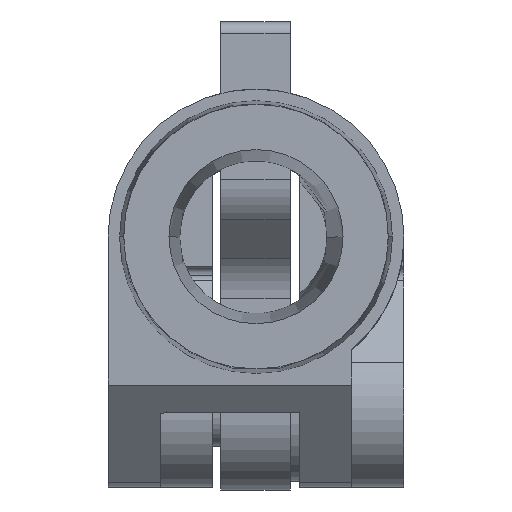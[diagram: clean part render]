
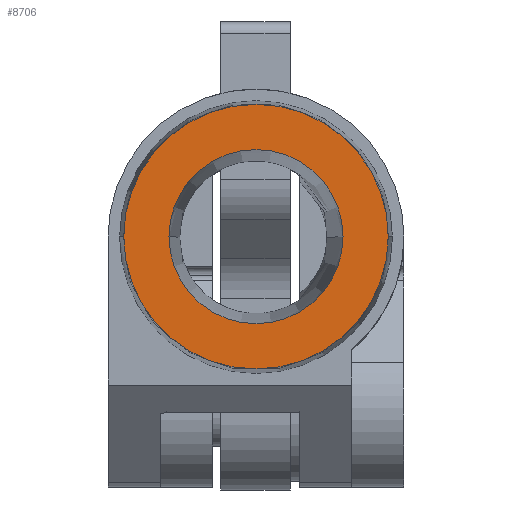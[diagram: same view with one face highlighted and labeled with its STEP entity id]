
A CAD part, top view. The second image highlights one B-rep face of the part: STEP entity #8706.
In plain terms, the highlighted face is planar.
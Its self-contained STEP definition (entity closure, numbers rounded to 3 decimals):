
#79 = EDGE_CURVE ( 'NONE', #2628, #8216, #2182, .T. ) ;
#116 = CARTESIAN_POINT ( 'NONE',  ( 0., 0., -45. ) ) ;
#457 = CARTESIAN_POINT ( 'NONE',  ( 0., 0., -45. ) ) ;
#617 = AXIS2_PLACEMENT_3D ( 'NONE', #116, #9149, #10021 ) ;
#788 = CIRCLE ( 'NONE', #7901, 22.802 ) ;
#1031 = FACE_BOUND ( 'NONE', #2663, .T. ) ;
#1351 = CARTESIAN_POINT ( 'NONE',  ( 15., 0., -45. ) ) ;
#1521 = EDGE_CURVE ( 'NONE', #5257, #9267, #788, .T. ) ;
#1578 = ORIENTED_EDGE ( 'NONE', *, *, #10369, .T. ) ;
#2182 = CIRCLE ( 'NONE', #10413, 15. ) ;
#2546 = ORIENTED_EDGE ( 'NONE', *, *, #79, .F. ) ;
#2611 = DIRECTION ( 'NONE',  ( -1., 0., 0. ) ) ;
#2628 = VERTEX_POINT ( 'NONE', #1351 ) ;
#2663 = EDGE_LOOP ( 'NONE', ( #6165, #2546 ) ) ;
#3100 = DIRECTION ( 'NONE',  ( 0., 0., -1. ) ) ;
#3111 = CARTESIAN_POINT ( 'NONE',  ( -22.802, 0., -45. ) ) ;
#3403 = CIRCLE ( 'NONE', #4843, 22.802 ) ;
#3557 = EDGE_CURVE ( 'NONE', #8216, #2628, #4020, .T. ) ;
#3640 = DIRECTION ( 'NONE',  ( -1., 0., 0. ) ) ;
#4020 = CIRCLE ( 'NONE', #10726, 15. ) ;
#4601 = CARTESIAN_POINT ( 'NONE',  ( 0., 0., -45. ) ) ;
#4621 = ORIENTED_EDGE ( 'NONE', *, *, #1521, .T. ) ;
#4843 = AXIS2_PLACEMENT_3D ( 'NONE', #4601, #9079, #3640 ) ;
#5108 = CARTESIAN_POINT ( 'NONE',  ( 22.802, 0., -45. ) ) ;
#5255 = EDGE_LOOP ( 'NONE', ( #4621, #1578 ) ) ;
#5257 = VERTEX_POINT ( 'NONE', #5108 ) ;
#5871 = DIRECTION ( 'NONE',  ( -1., 0., 0. ) ) ;
#6165 = ORIENTED_EDGE ( 'NONE', *, *, #3557, .F. ) ;
#6286 = CARTESIAN_POINT ( 'NONE',  ( 0., 0., -45. ) ) ;
#7159 = DIRECTION ( 'NONE',  ( 0., 0., -1. ) ) ;
#7238 = FACE_OUTER_BOUND ( 'NONE', #5255, .T. ) ;
#7501 = CARTESIAN_POINT ( 'NONE',  ( -15., 0., -45. ) ) ;
#7901 = AXIS2_PLACEMENT_3D ( 'NONE', #457, #3100, #5871 ) ;
#8076 = DIRECTION ( 'NONE',  ( -1., 0., 0. ) ) ;
#8216 = VERTEX_POINT ( 'NONE', #7501 ) ;
#8706 = ADVANCED_FACE ( 'NONE', ( #1031, #7238 ), #9059, .F. ) ;
#9059 = PLANE ( 'NONE',  #617 ) ;
#9075 = DIRECTION ( 'NONE',  ( 0., 0., -1. ) ) ;
#9079 = DIRECTION ( 'NONE',  ( 0., 0., -1. ) ) ;
#9149 = DIRECTION ( 'NONE',  ( 0., 0., 1. ) ) ;
#9267 = VERTEX_POINT ( 'NONE', #3111 ) ;
#9951 = CARTESIAN_POINT ( 'NONE',  ( 0., 0., -45. ) ) ;
#10021 = DIRECTION ( 'NONE',  ( 1., 0., 0. ) ) ;
#10369 = EDGE_CURVE ( 'NONE', #9267, #5257, #3403, .T. ) ;
#10413 = AXIS2_PLACEMENT_3D ( 'NONE', #6286, #7159, #2611 ) ;
#10726 = AXIS2_PLACEMENT_3D ( 'NONE', #9951, #9075, #8076 ) ;
